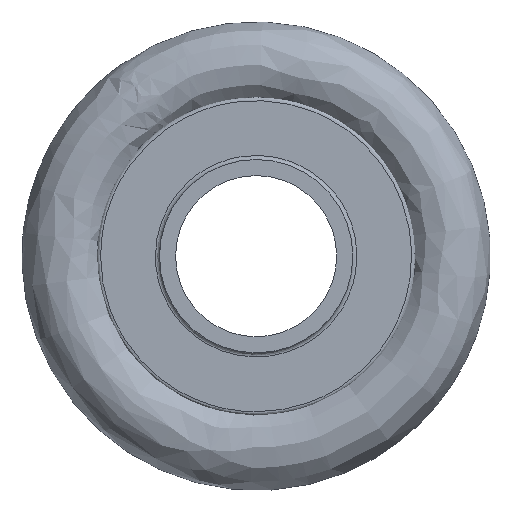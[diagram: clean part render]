
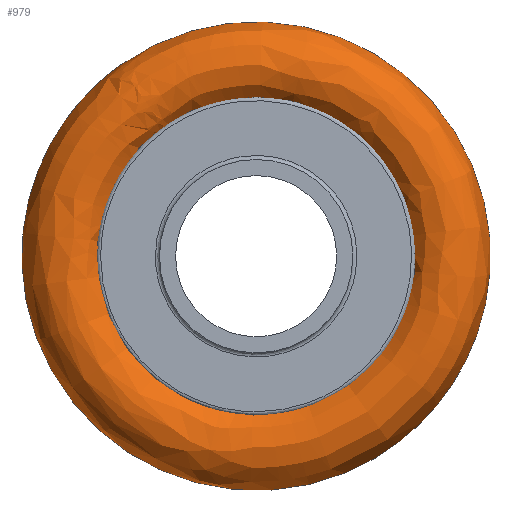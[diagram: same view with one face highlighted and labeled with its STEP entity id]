
A CAD part, left-side view. The second image highlights one B-rep face of the part: STEP entity #979.
In plain terms, the highlighted free-form (B-spline) face has degree [3, 3] with [7, 7] control points.
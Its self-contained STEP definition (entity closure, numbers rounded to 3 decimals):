
#135 = CARTESIAN_POINT ( 'NONE',  ( 0., -29.083, -14.541 ) ) ;
#154 = CARTESIAN_POINT ( 'NONE',  ( 0., 0., -14.541 ) ) ;
#188 = CARTESIAN_POINT ( 'NONE',  ( 5.334, 18.415, 9.207 ) ) ;
#305 = CARTESIAN_POINT ( 'NONE',  ( -5.334, 18.415, -9.207 ) ) ;
#317 = CARTESIAN_POINT ( 'NONE',  ( -5.334, 29.083, 14.542 ) ) ;
#346 = CARTESIAN_POINT ( 'NONE',  ( 0., 0., -9.207 ) ) ;
#357 = CARTESIAN_POINT ( 'NONE',  ( 5.334, -18.415, -9.207 ) ) ;
#368 = CARTESIAN_POINT ( 'NONE',  ( 0., 18.415, 9.208 ) ) ;
#474 = CARTESIAN_POINT ( 'NONE',  ( 0., 0., -14.541 ) ) ;
#479 = CARTESIAN_POINT ( 'NONE',  ( 0., -29.083, 14.541 ) ) ;
#492 = CARTESIAN_POINT ( 'NONE',  ( -5.334, 0., -14.542 ) ) ;
#511 = CARTESIAN_POINT ( 'NONE',  ( 0., -29.083, 14.541 ) ) ;
#646 = CARTESIAN_POINT ( 'NONE',  ( -5.334, 0., -9.208 ) ) ;
#658 = CARTESIAN_POINT ( 'NONE',  ( -5.334, 18.415, 9.207 ) ) ;
#682 = CARTESIAN_POINT ( 'NONE',  ( 5.334, 0., 14.542 ) ) ;
#807 = CARTESIAN_POINT ( 'NONE',  ( 0., 0., 14.541 ) ) ;
#835 = CARTESIAN_POINT ( 'NONE',  ( 5.334, -18.415, 9.207 ) ) ;
#843 = CARTESIAN_POINT ( 'NONE',  ( 0., -29.083, -14.541 ) ) ;
#863 = CARTESIAN_POINT ( 'NONE',  ( 5.334, 29.083, -14.542 ) ) ;
#975 = CARTESIAN_POINT ( 'NONE',  ( 0., 18.415, -9.208 ) ) ;
#979 = ADVANCED_FACE ( 'NONE', ( ), #1678, .T. ) ;
#991 = CARTESIAN_POINT ( 'NONE',  ( 0., 29.083, 14.541 ) ) ;
#1010 = CARTESIAN_POINT ( 'NONE',  ( 5.334, 29.083, 14.542 ) ) ;
#1019 = CARTESIAN_POINT ( 'NONE',  ( 0., 0., 14.541 ) ) ;
#1026 = CARTESIAN_POINT ( 'NONE',  ( 5.334, 0., -9.208 ) ) ;
#1130 = CARTESIAN_POINT ( 'NONE',  ( -5.334, 0., -9.208 ) ) ;
#1144 = CARTESIAN_POINT ( 'NONE',  ( 0., 29.083, -14.541 ) ) ;
#1161 = CARTESIAN_POINT ( 'NONE',  ( 5.334, 0., -14.542 ) ) ;
#1308 = CARTESIAN_POINT ( 'NONE',  ( -5.334, 29.083, -14.542 ) ) ;
#1321 = CARTESIAN_POINT ( 'NONE',  ( 5.334, 0., -9.208 ) ) ;
#1327 = CARTESIAN_POINT ( 'NONE',  ( 0., 0., -14.541 ) ) ;
#1347 = CARTESIAN_POINT ( 'NONE',  ( 5.334, -29.083, -14.542 ) ) ;
#1485 = CARTESIAN_POINT ( 'NONE',  ( -5.334, -29.083, -14.542 ) ) ;
#1491 = CARTESIAN_POINT ( 'NONE',  ( -5.334, -29.083, 14.542 ) ) ;
#1505 = CARTESIAN_POINT ( 'NONE',  ( 0., -18.415, -9.208 ) ) ;
#1514 = CARTESIAN_POINT ( 'NONE',  ( 0., 29.083, -14.541 ) ) ;
#1524 = CARTESIAN_POINT ( 'NONE',  ( 0., 0., -14.541 ) ) ;
#1645 = CARTESIAN_POINT ( 'NONE',  ( -5.334, 0., -14.542 ) ) ;
#1678 =( BOUNDED_SURFACE ( )  B_SPLINE_SURFACE ( 3, 3, ( 
 ( #474, #1144, #991, #807, #479, #135, #154 ),
 ( #1645, #1308, #317, #1990, #1491, #1485, #492 ),
 ( #646, #305, #658, #1826, #2165, #2151, #1130 ),
 ( #2010, #975, #368, #2049, #1862, #1505, #346 ),
 ( #1321, #2035, #188, #2043, #835, #357, #1026 ),
 ( #2171, #863, #1010, #682, #1689, #1347, #1161 ),
 ( #1327, #1514, #2017, #1019, #511, #843, #1524 ) ),
 .UNSPECIFIED., .T., .T., .F. ) 
 B_SPLINE_SURFACE_WITH_KNOTS ( ( 4, 3, 4 ),
 ( 4, 3, 4 ),
 ( 0., 0.5, 1. ),
 ( 0., 0.5, 1. ),
 .UNSPECIFIED. ) 
 GEOMETRIC_REPRESENTATION_ITEM ( )  RATIONAL_B_SPLINE_SURFACE ( (
 ( 1., 0.333, 0.333, 1., 0.333, 0.333, 1.),
 ( 0.333, 0.111, 0.111, 0.333, 0.111, 0.111, 0.333),
 ( 0.333, 0.111, 0.111, 0.333, 0.111, 0.111, 0.333),
 ( 1., 0.333, 0.333, 1., 0.333, 0.333, 1.),
 ( 0.333, 0.111, 0.111, 0.333, 0.111, 0.111, 0.333),
 ( 0.333, 0.111, 0.111, 0.333, 0.111, 0.111, 0.333),
 ( 1., 0.333, 0.333, 1., 0.333, 0.333, 1.) ) ) 
 REPRESENTATION_ITEM ( '' )  SURFACE ( )  );
#1689 = CARTESIAN_POINT ( 'NONE',  ( 5.334, -29.083, 14.542 ) ) ;
#1826 = CARTESIAN_POINT ( 'NONE',  ( -5.334, 0., 9.208 ) ) ;
#1862 = CARTESIAN_POINT ( 'NONE',  ( 0., -18.415, 9.208 ) ) ;
#1990 = CARTESIAN_POINT ( 'NONE',  ( -5.334, 0., 14.542 ) ) ;
#2010 = CARTESIAN_POINT ( 'NONE',  ( 0., 0., -9.207 ) ) ;
#2017 = CARTESIAN_POINT ( 'NONE',  ( 0., 29.083, 14.541 ) ) ;
#2035 = CARTESIAN_POINT ( 'NONE',  ( 5.334, 18.415, -9.207 ) ) ;
#2043 = CARTESIAN_POINT ( 'NONE',  ( 5.334, 0., 9.208 ) ) ;
#2049 = CARTESIAN_POINT ( 'NONE',  ( 0., 0., 9.207 ) ) ;
#2151 = CARTESIAN_POINT ( 'NONE',  ( -5.334, -18.415, -9.207 ) ) ;
#2165 = CARTESIAN_POINT ( 'NONE',  ( -5.334, -18.415, 9.207 ) ) ;
#2171 = CARTESIAN_POINT ( 'NONE',  ( 5.334, 0., -14.542 ) ) ;
